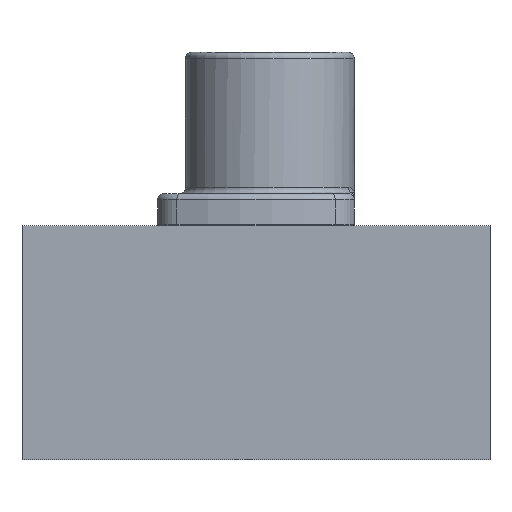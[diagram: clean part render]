
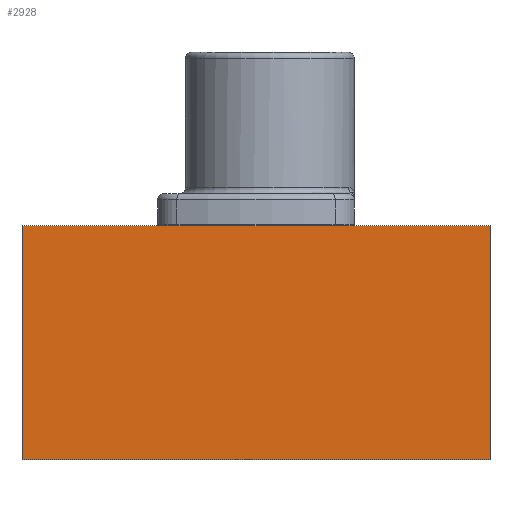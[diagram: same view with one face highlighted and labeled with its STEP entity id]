
A CAD part, front view. The second image highlights one B-rep face of the part: STEP entity #2928.
In plain terms, the highlighted planar face has unit normal (0, -1, 0).
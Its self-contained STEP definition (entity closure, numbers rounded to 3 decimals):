
#2759 = VERTEX_POINT('',#2760);
#2760 = CARTESIAN_POINT('',(-80.725,-75.222,75.8));
#2766 = EDGE_CURVE('',#2767,#2759,#2769,.T.);
#2767 = VERTEX_POINT('',#2768);
#2768 = CARTESIAN_POINT('',(71.675,-75.222,75.8));
#2769 = LINE('',#2770,#2771);
#2770 = CARTESIAN_POINT('',(71.675,-75.222,75.8));
#2771 = VECTOR('',#2772,1.);
#2772 = DIRECTION('',(-1.,0.,0.));
#2902 = VERTEX_POINT('',#2903);
#2903 = CARTESIAN_POINT('',(-80.725,-75.222,-0.4));
#2909 = EDGE_CURVE('',#2759,#2902,#2910,.T.);
#2910 = LINE('',#2911,#2912);
#2911 = CARTESIAN_POINT('',(-80.725,-75.222,75.8));
#2912 = VECTOR('',#2913,1.);
#2913 = DIRECTION('',(0.,0.,-1.));
#2928 = ADVANCED_FACE('',(#2929),#2947,.T.);
#2929 = FACE_BOUND('',#2930,.T.);
#2930 = EDGE_LOOP('',(#2931,#2932,#2933,#2941));
#2931 = ORIENTED_EDGE('',*,*,#2766,.T.);
#2932 = ORIENTED_EDGE('',*,*,#2909,.T.);
#2933 = ORIENTED_EDGE('',*,*,#2934,.F.);
#2934 = EDGE_CURVE('',#2935,#2902,#2937,.T.);
#2935 = VERTEX_POINT('',#2936);
#2936 = CARTESIAN_POINT('',(71.675,-75.222,-0.4));
#2937 = LINE('',#2938,#2939);
#2938 = CARTESIAN_POINT('',(71.675,-75.222,-0.4));
#2939 = VECTOR('',#2940,1.);
#2940 = DIRECTION('',(-1.,0.,0.));
#2941 = ORIENTED_EDGE('',*,*,#2942,.F.);
#2942 = EDGE_CURVE('',#2767,#2935,#2943,.T.);
#2943 = LINE('',#2944,#2945);
#2944 = CARTESIAN_POINT('',(71.675,-75.222,75.8));
#2945 = VECTOR('',#2946,1.);
#2946 = DIRECTION('',(0.,0.,-1.));
#2947 = PLANE('',#2948);
#2948 = AXIS2_PLACEMENT_3D('',#2949,#2950,#2951);
#2949 = CARTESIAN_POINT('',(71.675,-75.222,75.8));
#2950 = DIRECTION('',(0.,-1.,0.));
#2951 = DIRECTION('',(-1.,0.,0.));
